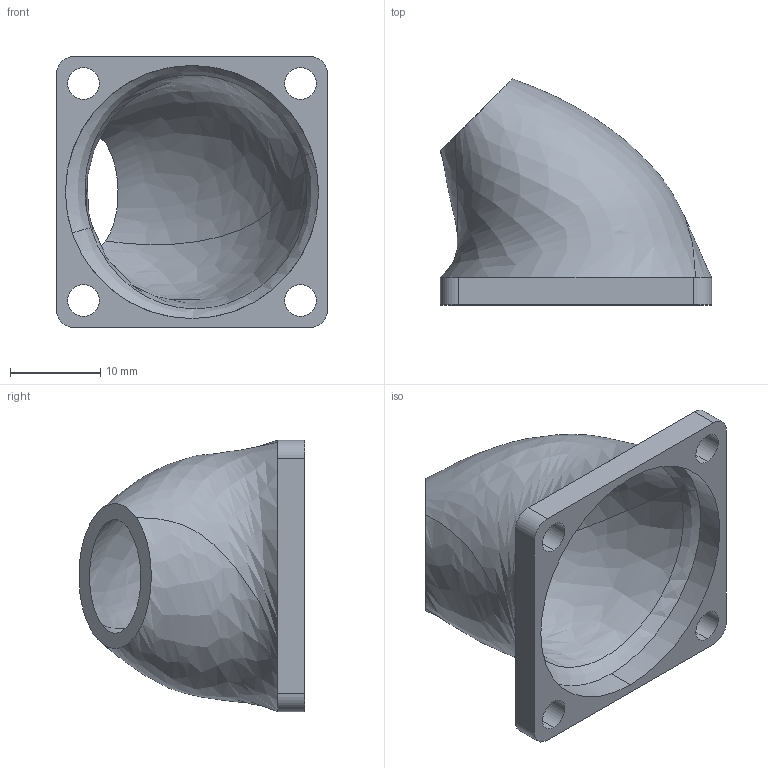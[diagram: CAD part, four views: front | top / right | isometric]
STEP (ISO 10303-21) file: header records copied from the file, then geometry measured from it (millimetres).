
FILE_DESCRIPTION (( 'STEP AP214' ), '1' );
FILE_NAME ('podduvalo.STEP', '2017-09-20T15:35:31', ( '' ), ( '' ), 'SwSTEP 2.0', 'SolidWorks 2017', '' );
FILE_SCHEMA (( 'AUTOMOTIVE_DESIGN' ));
Length unit declared in the file: millimetre
Products named in the file (1): podduvalo
Bounding box: 30 x 24.99 x 30 mm (x, y, z)
Volume: 3013.7 mm3; surface area: 4327.6 mm2
Topology: 1 solids, 1 shells, 30 faces, 82 edges, 54 vertices
Faces by surface type: cylinder 14, plane 10, bspline 6
Entity records: 8170 total; most frequent: CARTESIAN_POINT 7380, ORIENTED_EDGE 164, DIRECTION 146, EDGE_CURVE 82, AXIS2_PLACEMENT_3D 58, VERTEX_POINT 54, EDGE_LOOP 40, CIRCLE 33
